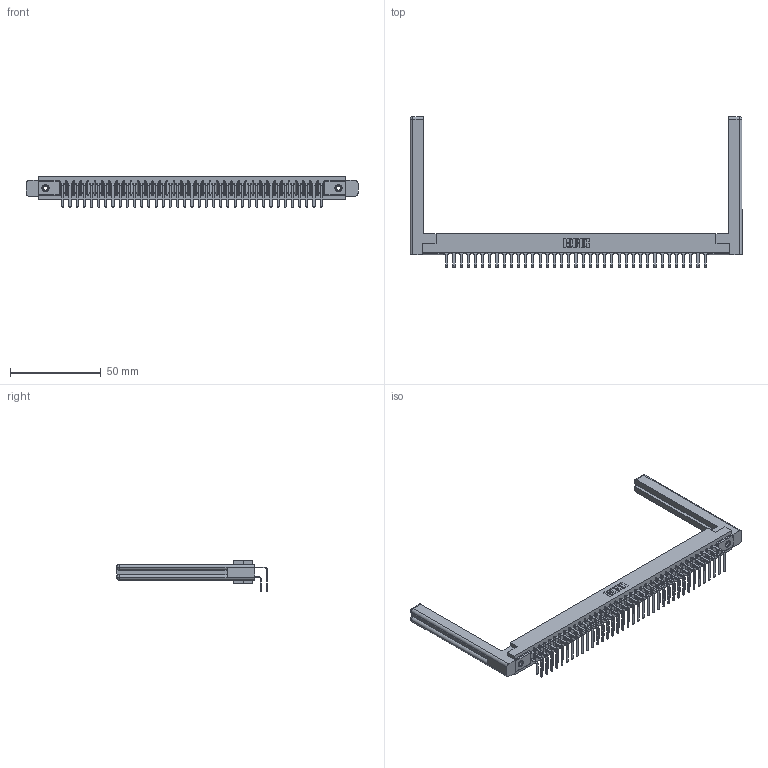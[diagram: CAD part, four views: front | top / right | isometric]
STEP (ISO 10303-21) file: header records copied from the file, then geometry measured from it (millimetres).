
FILE_DESCRIPTION (( 'STEP AP203' ), '1' );
FILE_NAME ('307-037-458-158.STEP', '2020-09-29T03:44:59', ( '' ), ( '' ), 'SwSTEP 2.0', 'SolidWorks 2020', '' );
FILE_SCHEMA (( 'CONFIG_CONTROL_DESIGN' ));
Length unit declared in the file: inch
Products named in the file (6): 307-290-001_558 - 2 (Single); 307-037-458-158; 307-220-058; 345-250-001_345-250-001-102; 307 Part_.156 Dia Mounting Holes; 307-290-001_558 559 - 1 (Single)
Assembly tree (79 placements, depth 2):
  307-037-458-158
    307 Part_.156 Dia Mounting Holes
    307-290-001_558 559 - 1 (Single)  x37
    307-290-001_558 - 2 (Single)  x37
    307-220-058  x2
    345-250-001_345-250-001-102  x2
Bounding box: 183.24 x 83.27 x 16.8 mm (x, y, z)
Volume: 26907 mm3; surface area: 30902.7 mm2
Topology: 79 solids, 79 shells, 3998 faces, 11185 edges, 7242 vertices
Faces by surface type: plane 2596, cylinder 1302, sphere 76, torus 12, cone 12
Entity records: 37600 total; most frequent: CARTESIAN_POINT 6174, ORIENTED_EDGE 6060, DIRECTION 6006, EDGE_CURVE 3030, VECTOR 2318, LINE 2318, VERTEX_POINT 1958, AXIS2_PLACEMENT_3D 1844
